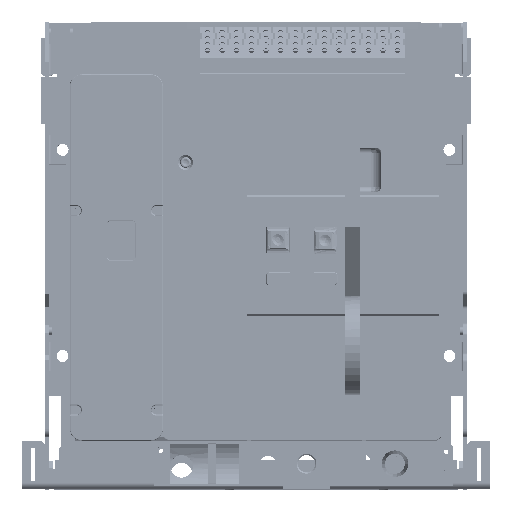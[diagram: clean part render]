
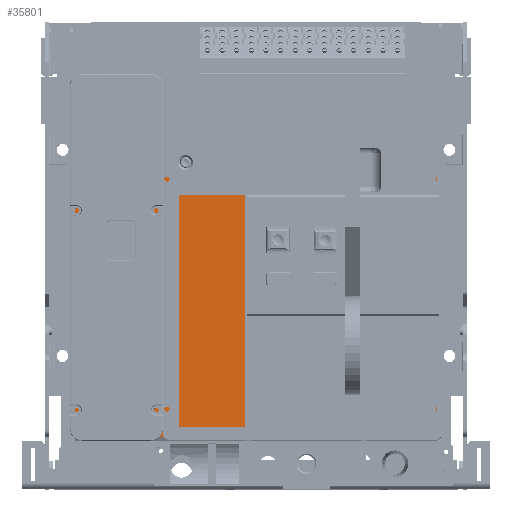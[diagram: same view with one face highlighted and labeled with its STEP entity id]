
A CAD part, top view. The second image highlights one B-rep face of the part: STEP entity #35801.
In plain terms, the highlighted face is planar.
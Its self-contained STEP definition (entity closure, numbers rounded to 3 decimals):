
#32960=DIRECTION('',(0.,0.,-1.));
#32961=VECTOR('',#32960,228.);
#32962=CARTESIAN_POINT('',(171.,0.,114.));
#32963=LINE('',#32962,#32961);
#32964=DIRECTION('',(-1.,0.,0.));
#32965=VECTOR('',#32964,272.);
#32966=CARTESIAN_POINT('',(171.,0.,-114.));
#32967=LINE('',#32966,#32965);
#32972=DIRECTION('',(-1.,0.,0.));
#32973=VECTOR('',#32972,272.);
#32974=CARTESIAN_POINT('',(171.,0.,114.));
#32975=LINE('',#32974,#32973);
#33133=DIRECTION('',(0.,0.,-1.));
#33134=VECTOR('',#33133,228.);
#33135=CARTESIAN_POINT('',(-101.,0.,114.));
#33136=LINE('',#33135,#33134);
#34684=CARTESIAN_POINT('',(171.,0.,-114.));
#34685=CARTESIAN_POINT('',(-101.,0.,-114.));
#34686=VERTEX_POINT('',#34684);
#34687=VERTEX_POINT('',#34685);
#34696=CARTESIAN_POINT('',(171.,0.,114.));
#34697=CARTESIAN_POINT('',(-101.,0.,114.));
#34698=VERTEX_POINT('',#34696);
#34699=VERTEX_POINT('',#34697);
#35787=CARTESIAN_POINT('',(0.,0.,0.));
#35788=DIRECTION('',(0.,1.,0.));
#35789=DIRECTION('',(1.,0.,0.));
#35790=AXIS2_PLACEMENT_3D('',#35787,#35788,#35789);
#35791=PLANE('',#35790);
#35793=ORIENTED_EDGE('',*,*,#35792,.F.);
#35795=ORIENTED_EDGE('',*,*,#35794,.T.);
#35796=ORIENTED_EDGE('',*,*,#35769,.T.);
#35798=ORIENTED_EDGE('',*,*,#35797,.F.);
#35799=EDGE_LOOP('',(#35793,#35795,#35796,#35798));
#35800=FACE_OUTER_BOUND('',#35799,.F.);
#35801=ADVANCED_FACE('',(#35800),#35791,.F.);
#35769=EDGE_CURVE('',#34686,#34687,#32967,.T.);
#35792=EDGE_CURVE('',#34698,#34699,#32975,.T.);
#35794=EDGE_CURVE('',#34698,#34686,#32963,.T.);
#35797=EDGE_CURVE('',#34699,#34687,#33136,.T.);
